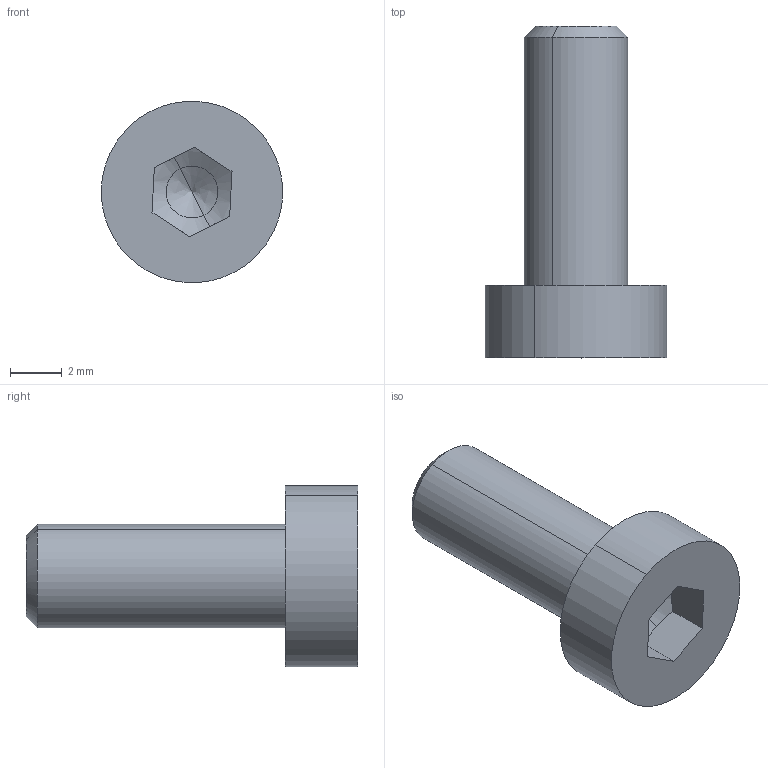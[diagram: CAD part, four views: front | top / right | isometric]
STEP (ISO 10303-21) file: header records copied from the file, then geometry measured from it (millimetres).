
FILE_DESCRIPTION(('FreeCAD Model'),'2;1');
FILE_NAME('DIN 6912 - M4 x 10 02.stp','2016-01-27T22:40:55',('FreeCAD'),('FreeCAD'), 'Open CASCADE STEP processor 6.8','FreeCAD','Unknown');
FILE_SCHEMA(('AUTOMOTIVE_DESIGN_CC2 { 1 2 10303 214 -1 1 5 4 }'));
Length unit declared in the file: millimetre
Products named in the file (1): Open CASCADE STEP translator 6.8 120
Bounding box: 7 x 12.8 x 6.99 mm (x, y, z)
Volume: 213 mm3; surface area: 288.1 mm2
Topology: 1 solids, 1 shells, 21 faces, 48 edges, 29 vertices
Faces by surface type: bspline 12, plane 9
Entity records: 2330 total; most frequent: CARTESIAN_POINT 1713, B_SPLINE_CURVE_WITH_KNOTS 100, ORIENTED_EDGE 92, PCURVE 92, DEFINITIONAL_REPRESENTATION 92, EDGE_CURVE 46, SURFACE_CURVE 46, VERTEX_POINT 29
